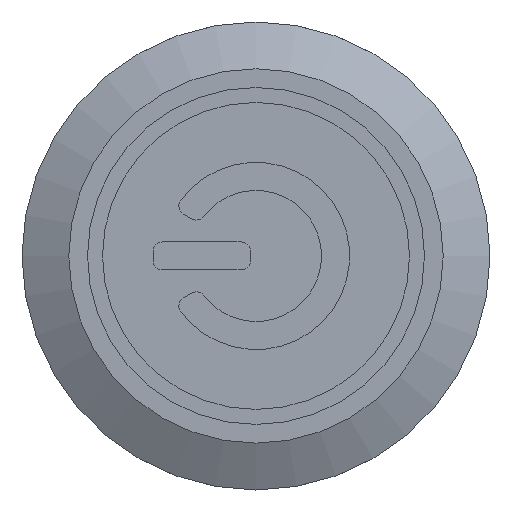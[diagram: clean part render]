
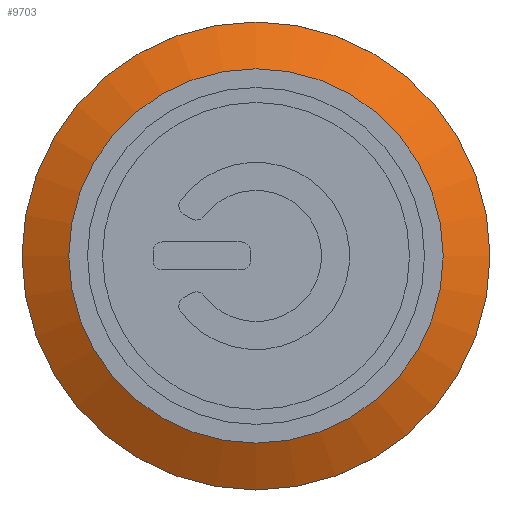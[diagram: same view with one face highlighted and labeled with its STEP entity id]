
A CAD part, top view. The second image highlights one B-rep face of the part: STEP entity #9703.
In plain terms, the highlighted conical face has half-angle 62.526 degrees and reference radius 11.25 mm.
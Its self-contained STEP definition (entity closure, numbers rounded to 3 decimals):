
#27=CONICAL_SURFACE('',#10644,11.25,1.091);
#812=LINE('',#16942,#1568);
#1568=VECTOR('',#12906,11.25);
#2429=FACE_OUTER_BOUND('',#3030,.T.);
#3030=EDGE_LOOP('',(#7989,#7990,#7991,#7992,#7993,#7994));
#3742=CIRCLE('',#10634,12.5);
#3744=CIRCLE('',#10636,12.5);
#3747=CIRCLE('',#10641,10.);
#3748=CIRCLE('',#10642,10.);
#4533=VERTEX_POINT('',#16922);
#4534=VERTEX_POINT('',#16923);
#4538=VERTEX_POINT('',#16935);
#4539=VERTEX_POINT('',#16936);
#5748=EDGE_CURVE('',#4533,#4534,#3742,.T.);
#5751=EDGE_CURVE('',#4534,#4533,#3744,.T.);
#5754=EDGE_CURVE('',#4538,#4539,#3747,.T.);
#5755=EDGE_CURVE('',#4539,#4538,#3748,.T.);
#5757=EDGE_CURVE('',#4533,#4539,#812,.T.);
#7989=ORIENTED_EDGE('',*,*,#5748,.F.);
#7990=ORIENTED_EDGE('',*,*,#5757,.T.);
#7991=ORIENTED_EDGE('',*,*,#5754,.F.);
#7992=ORIENTED_EDGE('',*,*,#5755,.F.);
#7993=ORIENTED_EDGE('',*,*,#5757,.F.);
#7994=ORIENTED_EDGE('',*,*,#5751,.F.);
#9703=ADVANCED_FACE('',(#2429),#27,.T.);
#10634=AXIS2_PLACEMENT_3D('',#16924,#12883,#12884);
#10636=AXIS2_PLACEMENT_3D('',#16928,#12888,#12889);
#10641=AXIS2_PLACEMENT_3D('',#16937,#12898,#12899);
#10642=AXIS2_PLACEMENT_3D('',#16938,#12900,#12901);
#10644=AXIS2_PLACEMENT_3D('',#16941,#12904,#12905);
#12883=DIRECTION('center_axis',(0.,0.,
-1.));
#12884=DIRECTION('ref_axis',(0.,-1.,0.));
#12888=DIRECTION('center_axis',(0.,0.,
-1.));
#12889=DIRECTION('ref_axis',(0.,-1.,0.));
#12898=DIRECTION('center_axis',(0.,0.,
1.));
#12899=DIRECTION('ref_axis',(1.,0.,0.));
#12900=DIRECTION('center_axis',(0.,0.,
1.));
#12901=DIRECTION('ref_axis',(1.,0.,0.));
#12904=DIRECTION('center_axis',(0.,0.,
-1.));
#12905=DIRECTION('ref_axis',(1.,0.,0.));
#12906=DIRECTION('',(0.887,0.,0.461));
#16922=CARTESIAN_POINT('',(-4.599,5.875,188.8));
#16923=CARTESIAN_POINT('',(7.901,18.375,188.8));
#16924=CARTESIAN_POINT('Origin',(7.901,5.875,188.8));
#16928=CARTESIAN_POINT('Origin',(7.901,5.875,188.8));
#16935=CARTESIAN_POINT('',(17.901,5.875,190.1));
#16936=CARTESIAN_POINT('',(-2.099,5.875,190.1));
#16937=CARTESIAN_POINT('Origin',(7.901,5.875,190.1));
#16938=CARTESIAN_POINT('Origin',(7.901,5.875,190.1));
#16941=CARTESIAN_POINT('Origin',(7.901,5.875,189.45));
#16942=CARTESIAN_POINT('',(-3.349,5.875,189.45));
